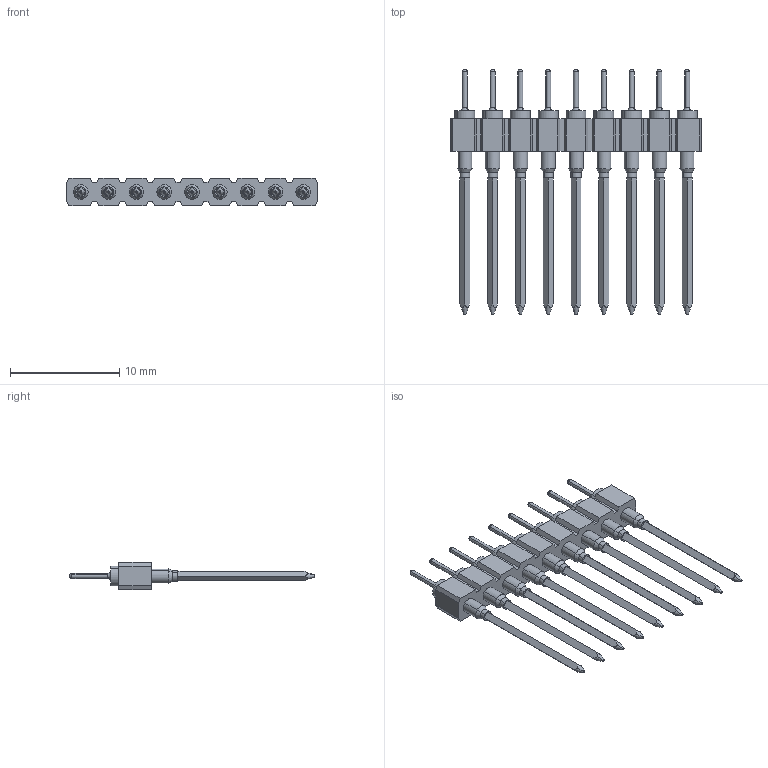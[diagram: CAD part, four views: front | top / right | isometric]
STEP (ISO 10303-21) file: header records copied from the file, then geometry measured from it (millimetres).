
FILE_DESCRIPTION(('STEP AP214'),'1');
FILE_NAME('pcb_connector_353-10-109-00-001101.stp','2015-04-13T21:10:54',('TraceParts'),('TraceParts S.A.'),'XStep 1.0',' ',' ');
FILE_SCHEMA(('automotive_design'));
Length unit declared in the file: millimetre
Products named in the file (1): 1
Bounding box: 22.86 x 22.36 x 2.54 mm (x, y, z)
Volume: 253.6 mm3; surface area: 721.2 mm2
Topology: 1 solids, 1 shells, 290 faces, 738 edges, 486 vertices
Faces by surface type: plane 146, cylinder 72, torus 36, cone 36
Entity records: 17228 total; most frequent: CARTESIAN_POINT 1623, DIRECTION 1554, STYLED_ITEM 1514, PRESENTATION_STYLE_ASSIGNMENT 1514, COLOUR_RGB 1514, ORIENTED_EDGE 1476, EDGE_CURVE 738, CURVE_STYLE 738
